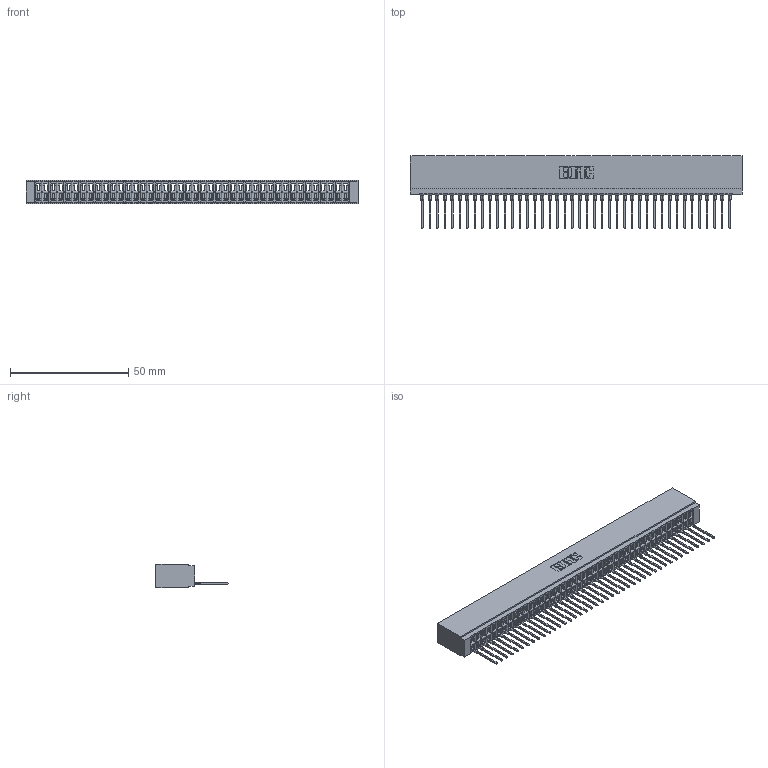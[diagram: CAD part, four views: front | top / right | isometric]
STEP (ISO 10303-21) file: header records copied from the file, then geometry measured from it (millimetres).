
FILE_DESCRIPTION (( 'STEP AP203' ), '1' );
FILE_NAME ('746-042-545-101.STEP', '2026-03-04T16:41:43', ( '' ), ( '' ), 'SwSTEP 2.0', 'SolidWorks 2023', '' );
FILE_SCHEMA (( 'CONFIG_CONTROL_DESIGN' ));
Length unit declared in the file: millimetre
Products named in the file (3): 746-042-545-101; 746-292-001_545; 746 Part_.515 Slot Depth - 01
Assembly tree (43 placements, depth 2):
  746-042-545-101
    746 Part_.515 Slot Depth - 01
    746-292-001_545  x42
Bounding box: 140.59 x 30.59 x 9.91 mm (x, y, z)
Volume: 14797.3 mm3; surface area: 22542.6 mm2
Topology: 43 solids, 43 shells, 4633 faces, 13157 edges, 8449 vertices
Faces by surface type: plane 2701, cylinder 840, bspline 840, torus 252
Entity records: 63465 total; most frequent: CARTESIAN_POINT 12843, ORIENTED_EDGE 11144, DIRECTION 9220, EDGE_CURVE 5572, VECTOR 4968, LINE 4968, VERTEX_POINT 3693, AXIS2_PLACEMENT_3D 2126
